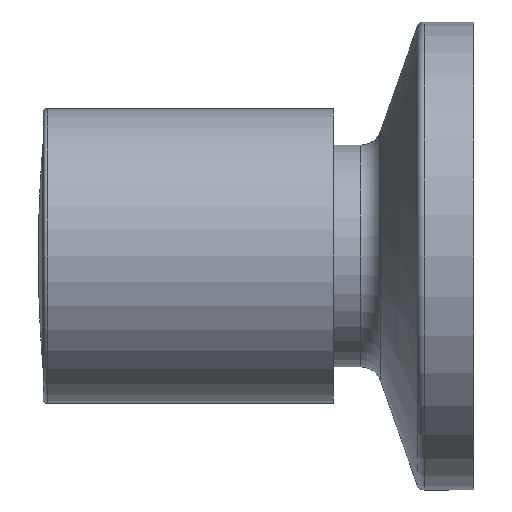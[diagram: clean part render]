
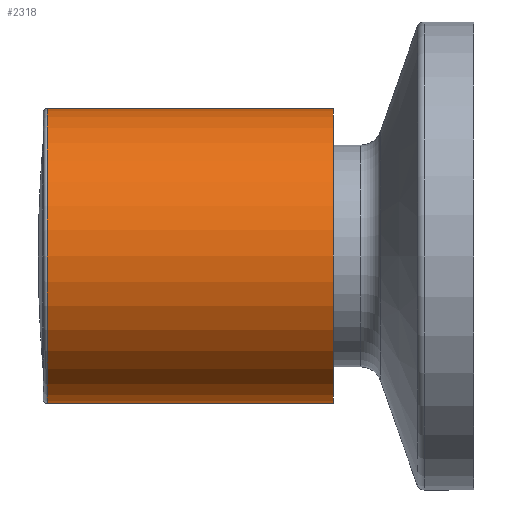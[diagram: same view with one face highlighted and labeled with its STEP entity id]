
A CAD part, left-side view. The second image highlights one B-rep face of the part: STEP entity #2318.
In plain terms, the highlighted cylindrical face has radius 20.5 mm (diameter 41 mm), a partial arc.
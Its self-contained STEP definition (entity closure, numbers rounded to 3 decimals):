
#101 = DIRECTION ( 'NONE',  ( 0., -1., 0. ) ) ;
#293 = CARTESIAN_POINT ( 'NONE',  ( 0., 66., 0. ) ) ;
#312 = DIRECTION ( 'NONE',  ( 0., 0., 1. ) ) ;
#327 = AXIS2_PLACEMENT_3D ( 'NONE', #293, #2096, #5028 ) ;
#556 = AXIS2_PLACEMENT_3D ( 'NONE', #672, #2664, #4592 ) ;
#672 = CARTESIAN_POINT ( 'NONE',  ( 0., 105.75, 0. ) ) ;
#719 = CARTESIAN_POINT ( 'NONE',  ( 0., 66., 20.5 ) ) ;
#1015 = CARTESIAN_POINT ( 'NONE',  ( 0., 105.75, -20.5 ) ) ;
#1268 = ORIENTED_EDGE ( 'NONE', *, *, #6027, .T. ) ;
#1529 = DIRECTION ( 'NONE',  ( 0., -1., 0. ) ) ;
#1668 = CIRCLE ( 'NONE', #556, 20.5 ) ;
#1710 = EDGE_CURVE ( 'NONE', #4586, #5069, #3980, .T. ) ;
#2096 = DIRECTION ( 'NONE',  ( 0., 1., 0. ) ) ;
#2300 = FACE_OUTER_BOUND ( 'NONE', #6130, .T. ) ;
#2318 = ADVANCED_FACE ( 'NONE', ( #2300 ), #6148, .T. ) ;
#2407 = LINE ( 'NONE', #3443, #5860 ) ;
#2532 = AXIS2_PLACEMENT_3D ( 'NONE', #4219, #2745, #312 ) ;
#2664 = DIRECTION ( 'NONE',  ( 0., -1., 0. ) ) ;
#2718 = VERTEX_POINT ( 'NONE', #5386 ) ;
#2745 = DIRECTION ( 'NONE',  ( 0., -1., 0. ) ) ;
#2828 = VECTOR ( 'NONE', #1529, 1000. ) ;
#3147 = CARTESIAN_POINT ( 'NONE',  ( 0., 105.75, 20.5 ) ) ;
#3443 = CARTESIAN_POINT ( 'NONE',  ( 0., 106.25, -20.5 ) ) ;
#3911 = CARTESIAN_POINT ( 'NONE',  ( 0., 106.25, 20.5 ) ) ;
#3977 = EDGE_CURVE ( 'NONE', #2718, #5069, #5074, .T. ) ;
#3980 = LINE ( 'NONE', #3911, #2828 ) ;
#4219 = CARTESIAN_POINT ( 'NONE',  ( 0., 106.25, 0. ) ) ;
#4586 = VERTEX_POINT ( 'NONE', #3147 ) ;
#4592 = DIRECTION ( 'NONE',  ( 0., 0., -1. ) ) ;
#5028 = DIRECTION ( 'NONE',  ( 0., 0., -1. ) ) ;
#5069 = VERTEX_POINT ( 'NONE', #719 ) ;
#5074 = CIRCLE ( 'NONE', #327, 20.5 ) ;
#5121 = ORIENTED_EDGE ( 'NONE', *, *, #5800, .T. ) ;
#5133 = ORIENTED_EDGE ( 'NONE', *, *, #3977, .T. ) ;
#5386 = CARTESIAN_POINT ( 'NONE',  ( 0., 66., -20.5 ) ) ;
#5800 = EDGE_CURVE ( 'NONE', #4586, #6045, #1668, .T. ) ;
#5860 = VECTOR ( 'NONE', #101, 1000. ) ;
#6027 = EDGE_CURVE ( 'NONE', #6045, #2718, #2407, .T. ) ;
#6045 = VERTEX_POINT ( 'NONE', #1015 ) ;
#6116 = ORIENTED_EDGE ( 'NONE', *, *, #1710, .F. ) ;
#6130 = EDGE_LOOP ( 'NONE', ( #5121, #1268, #5133, #6116 ) ) ;
#6148 = CYLINDRICAL_SURFACE ( 'NONE', #2532, 20.5 ) ;
